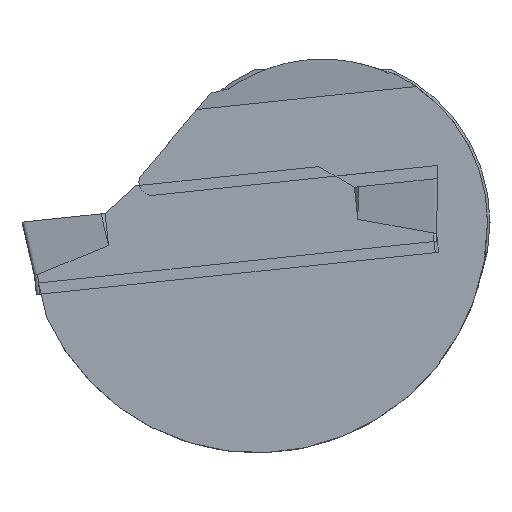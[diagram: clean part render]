
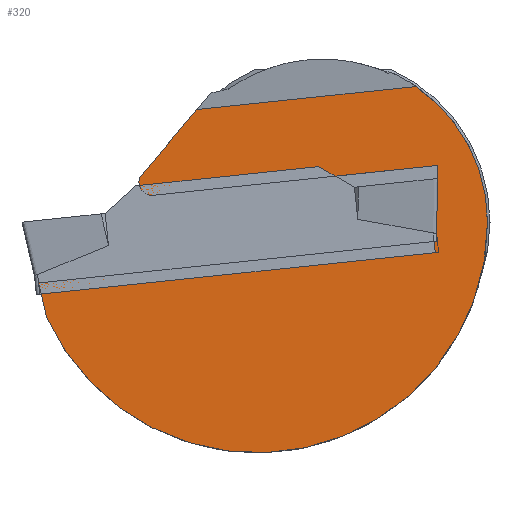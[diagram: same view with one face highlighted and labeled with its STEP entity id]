
A CAD part, left-side view. The second image highlights one B-rep face of the part: STEP entity #320.
In plain terms, the highlighted planar face has unit normal (-1, 0, 0).
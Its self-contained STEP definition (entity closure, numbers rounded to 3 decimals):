
#280=CIRCLE('',#1220,13.8);
#281=CIRCLE('',#1221,9.85);
#282=CIRCLE('',#1222,0.8);
#320=ADVANCED_FACE('',(#407),#363,.T.);
#363=PLANE('',#1223);
#407=FACE_OUTER_BOUND('',#460,.T.);
#460=EDGE_LOOP('',(#673,#674,#675,#676,#677,#678,#679,#680,#681));
#673=ORIENTED_EDGE('',*,*,#957,.T.);
#674=ORIENTED_EDGE('',*,*,#958,.T.);
#675=ORIENTED_EDGE('',*,*,#959,.T.);
#676=ORIENTED_EDGE('',*,*,#960,.T.);
#677=ORIENTED_EDGE('',*,*,#961,.F.);
#678=ORIENTED_EDGE('',*,*,#962,.T.);
#679=ORIENTED_EDGE('',*,*,#963,.T.);
#680=ORIENTED_EDGE('',*,*,#964,.T.);
#681=ORIENTED_EDGE('',*,*,#965,.T.);
#839=VERTEX_POINT('',#1836);
#840=VERTEX_POINT('',#1837);
#841=VERTEX_POINT('',#1839);
#842=VERTEX_POINT('',#1841);
#843=VERTEX_POINT('',#1843);
#844=VERTEX_POINT('',#1845);
#845=VERTEX_POINT('',#1847);
#846=VERTEX_POINT('',#1849);
#847=VERTEX_POINT('',#1851);
#957=EDGE_CURVE('',#839,#840,#1054,.T.);
#958=EDGE_CURVE('',#840,#841,#1055,.T.);
#959=EDGE_CURVE('',#841,#842,#280,.T.);
#960=EDGE_CURVE('',#842,#843,#281,.T.);
#961=EDGE_CURVE('',#844,#843,#1056,.T.);
#962=EDGE_CURVE('',#844,#845,#1057,.T.);
#963=EDGE_CURVE('',#845,#846,#282,.T.);
#964=EDGE_CURVE('',#846,#847,#1058,.T.);
#965=EDGE_CURVE('',#847,#839,#1059,.T.);
#1054=LINE('',#1835,#1136);
#1055=LINE('',#1838,#1137);
#1056=LINE('',#1844,#1138);
#1057=LINE('',#1846,#1139);
#1058=LINE('',#1850,#1140);
#1059=LINE('',#1852,#1141);
#1136=VECTOR('',#1431,1.);
#1137=VECTOR('',#1432,1.);
#1138=VECTOR('',#1437,1.);
#1139=VECTOR('',#1438,1.);
#1140=VECTOR('',#1441,1.);
#1141=VECTOR('',#1442,1.);
#1220=AXIS2_PLACEMENT_3D('',#1840,#1433,#1434);
#1221=AXIS2_PLACEMENT_3D('',#1842,#1435,#1436);
#1222=AXIS2_PLACEMENT_3D('',#1848,#1439,#1440);
#1223=AXIS2_PLACEMENT_3D('',#1853,#1443,#1444);
#1431=DIRECTION('',(0.,0.995,-0.105));
#1432=DIRECTION('',(0.,-0.225,-0.974));
#1433=DIRECTION('',(-1.,0.,0.));
#1434=DIRECTION('',(0.,0.,1.));
#1435=DIRECTION('',(-1.,0.,0.));
#1436=DIRECTION('',(0.,0.,1.));
#1437=DIRECTION('',(0.,-0.995,0.105));
#1438=DIRECTION('',(0.,0.643,-0.766));
#1439=DIRECTION('',(-1.,0.,0.));
#1440=DIRECTION('',(0.,1.,0.));
#1441=DIRECTION('',(0.,-0.995,0.105));
#1442=DIRECTION('',(0.,0.017,-1.));
#1443=DIRECTION('',(-1.,0.,0.));
#1444=DIRECTION('',(0.,0.,1.));
#1835=CARTESIAN_POINT('',(0.4,18.261,-3.773));
#1836=CARTESIAN_POINT('',(0.4,-6.798,-1.139));
#1837=CARTESIAN_POINT('',(0.4,16.997,-3.64));
#1838=CARTESIAN_POINT('',(0.4,16.935,-3.91));
#1839=CARTESIAN_POINT('',(0.4,16.525,-5.684));
#1840=CARTESIAN_POINT('',(0.4,3.95,0.));
#1841=CARTESIAN_POINT('',(0.4,-9.85,0.));
#1842=CARTESIAN_POINT('',(0.4,0.,0.));
#1843=CARTESIAN_POINT('',(0.4,-5.581,8.117));
#1844=CARTESIAN_POINT('',(0.4,0.783,7.448));
#1845=CARTESIAN_POINT('',(0.4,7.546,6.737));
#1846=CARTESIAN_POINT('',(0.4,7.746,6.499));
#1847=CARTESIAN_POINT('',(0.4,10.957,2.672));
#1848=CARTESIAN_POINT('',(0.4,10.204,2.403));
#1849=CARTESIAN_POINT('',(0.4,10.12,1.607));
#1850=CARTESIAN_POINT('',(0.4,-1.186,2.796));
#1851=CARTESIAN_POINT('',(0.4,-6.877,3.394));
#1852=CARTESIAN_POINT('',(0.4,-6.812,-0.324));
#1853=CARTESIAN_POINT('',(0.4,0.,0.));
